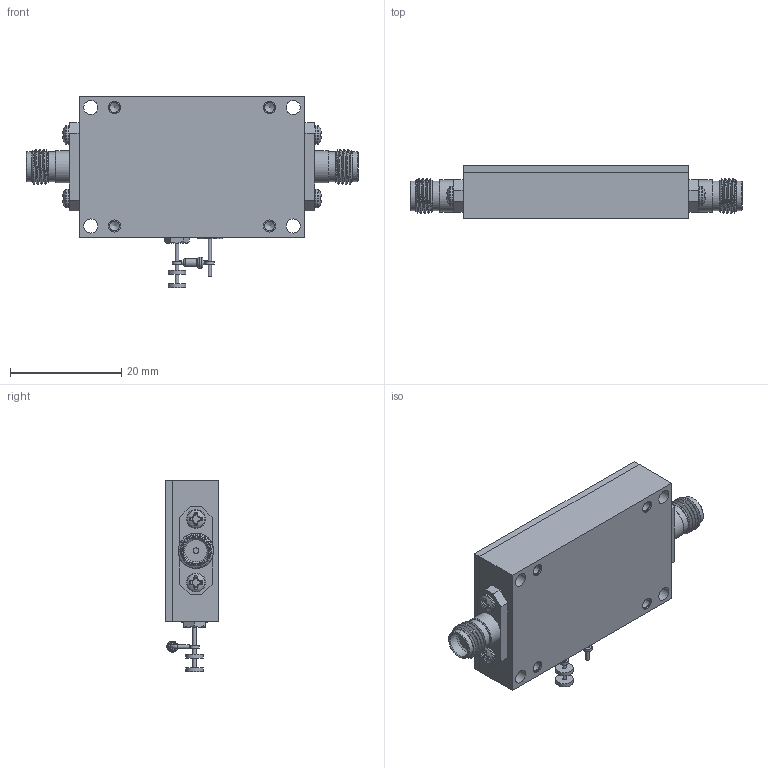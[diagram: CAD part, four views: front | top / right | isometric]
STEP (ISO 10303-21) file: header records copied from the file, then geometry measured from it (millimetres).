
FILE_DESCRIPTION (( 'STEP AP203' ), '1' );
FILE_NAME ('PE15A3262.step', '2020-04-08T16:52:11', ( '' ), ( '' ), 'SwSTEP 2.0', 'SolidWorks 2018', '' );
FILE_SCHEMA (( 'CONFIG_CONTROL_DESIGN' ));
Products named in the file (1): PE15A3262
Bounding box: 59.79 x 9.63 x 34.49 mm (x, y, z)
Volume: 10358.3 mm3; surface area: 4679.6 mm2
Topology: 1 solids, 9 shells, 1030 faces, 2681 edges, 1769 vertices
Faces by surface type: plane 554, bspline 277, cylinder 143, cone 38, torus 14, sphere 4
Full cylindrical faces by diameter (mm): 0.631 x5, 0.762 x4, 1.016 x4, 1.27 x2, 1.372 x1, 1.778 x4, 1.854 x4, 1.956 x1, 2.184 x4, 2.54 x4, 3.155 x2, 3.393 x4, 4.521 x2, 4.572 x1, 5.08 x2, 5.334 x4, 5.842 x2
Entity records: 50153 total; most frequent: CARTESIAN_POINT 27452, ORIENTED_EDGE 5152, DIRECTION 3608, EDGE_CURVE 2576, VERTEX_POINT 1748, VECTOR 1520, LINE 1520, EDGE_LOOP 1228
